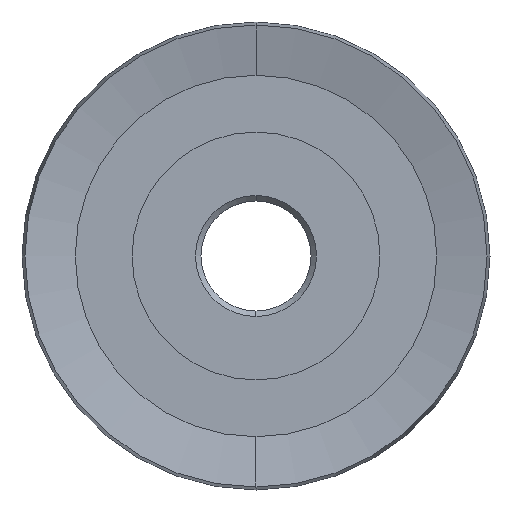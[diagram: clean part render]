
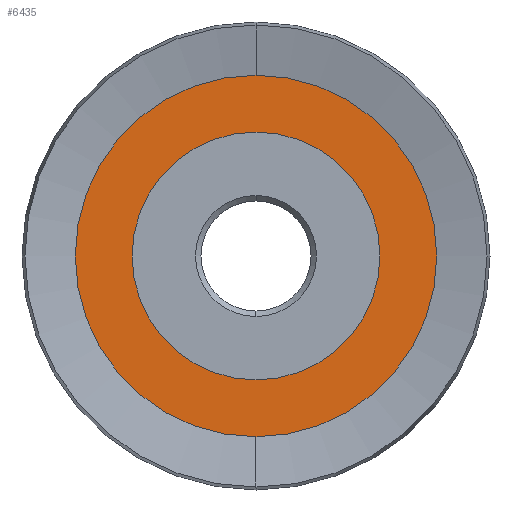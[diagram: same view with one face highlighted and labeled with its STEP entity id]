
A CAD part, left-side view. The second image highlights one B-rep face of the part: STEP entity #6435.
In plain terms, the highlighted planar face has unit normal (-1, 0, 0).
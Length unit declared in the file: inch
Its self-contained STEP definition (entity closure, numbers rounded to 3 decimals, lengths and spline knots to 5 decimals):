
#48 = VERTEX_POINT ( 'NONE', #594 ) ;
#161 = CARTESIAN_POINT ( 'NONE',  ( 0.0325, 0., 0. ) ) ;
#232 = EDGE_LOOP ( 'NONE', ( #6733, #5949 ) ) ;
#255 = CARTESIAN_POINT ( 'NONE',  ( 0.0325, 0., 0. ) ) ;
#333 = ORIENTED_EDGE ( 'NONE', *, *, #2474, .T. ) ;
#494 = EDGE_CURVE ( 'NONE', #1804, #1374, #1809, .T. ) ;
#594 = CARTESIAN_POINT ( 'NONE',  ( 0.0325, 0., 0.2815 ) ) ;
#716 = DIRECTION ( 'NONE',  ( 0., 0., 1. ) ) ;
#799 = AXIS2_PLACEMENT_3D ( 'NONE', #2147, #2695, #3039 ) ;
#810 = DIRECTION ( 'NONE',  ( 0., 0., 1. ) ) ;
#919 = CARTESIAN_POINT ( 'NONE',  ( 0.0325, 0., -0.2815 ) ) ;
#1144 = FACE_BOUND ( 'NONE', #232, .T. ) ;
#1374 = VERTEX_POINT ( 'NONE', #2177 ) ;
#1589 = VERTEX_POINT ( 'NONE', #919 ) ;
#1804 = VERTEX_POINT ( 'NONE', #7142 ) ;
#1809 = CIRCLE ( 'NONE', #6510, 0.41058 ) ;
#1914 = DIRECTION ( 'NONE',  ( -1., 0., 0. ) ) ;
#1925 = DIRECTION ( 'NONE',  ( -1., 0., 0. ) ) ;
#1963 = EDGE_LOOP ( 'NONE', ( #3692, #333 ) ) ;
#1967 = EDGE_CURVE ( 'NONE', #1589, #48, #6276, .T. ) ;
#2147 = CARTESIAN_POINT ( 'NONE',  ( 0.0325, 0., 0. ) ) ;
#2177 = CARTESIAN_POINT ( 'NONE',  ( 0.0325, 0., -0.41058 ) ) ;
#2474 = EDGE_CURVE ( 'NONE', #1374, #1804, #5277, .T. ) ;
#2695 = DIRECTION ( 'NONE',  ( -1., 0., 0. ) ) ;
#3039 = DIRECTION ( 'NONE',  ( 0., 0., 1. ) ) ;
#3546 = AXIS2_PLACEMENT_3D ( 'NONE', #255, #4058, #810 ) ;
#3671 = EDGE_CURVE ( 'NONE', #48, #1589, #4916, .T. ) ;
#3692 = ORIENTED_EDGE ( 'NONE', *, *, #494, .T. ) ;
#3961 = DIRECTION ( 'NONE',  ( -1., 0., 0. ) ) ;
#4058 = DIRECTION ( 'NONE',  ( -1., 0., 0. ) ) ;
#4916 = CIRCLE ( 'NONE', #5410, 0.2815 ) ;
#5193 = CARTESIAN_POINT ( 'NONE',  ( 0.0325, 0., 0. ) ) ;
#5202 = CARTESIAN_POINT ( 'NONE',  ( 0.0325, 0., 0. ) ) ;
#5277 = CIRCLE ( 'NONE', #6372, 0.41058 ) ;
#5410 = AXIS2_PLACEMENT_3D ( 'NONE', #5193, #1914, #5768 ) ;
#5426 = PLANE ( 'NONE',  #799 ) ;
#5768 = DIRECTION ( 'NONE',  ( 0., 0., 1. ) ) ;
#5777 = DIRECTION ( 'NONE',  ( 0., 0., 1. ) ) ;
#5949 = ORIENTED_EDGE ( 'NONE', *, *, #3671, .F. ) ;
#6276 = CIRCLE ( 'NONE', #3546, 0.2815 ) ;
#6372 = AXIS2_PLACEMENT_3D ( 'NONE', #161, #3961, #716 ) ;
#6435 = ADVANCED_FACE ( 'NONE', ( #1144, #7000 ), #5426, .T. ) ;
#6510 = AXIS2_PLACEMENT_3D ( 'NONE', #5202, #1925, #5777 ) ;
#6733 = ORIENTED_EDGE ( 'NONE', *, *, #1967, .F. ) ;
#7000 = FACE_OUTER_BOUND ( 'NONE', #1963, .T. ) ;
#7142 = CARTESIAN_POINT ( 'NONE',  ( 0.0325, 0., 0.41058 ) ) ;
